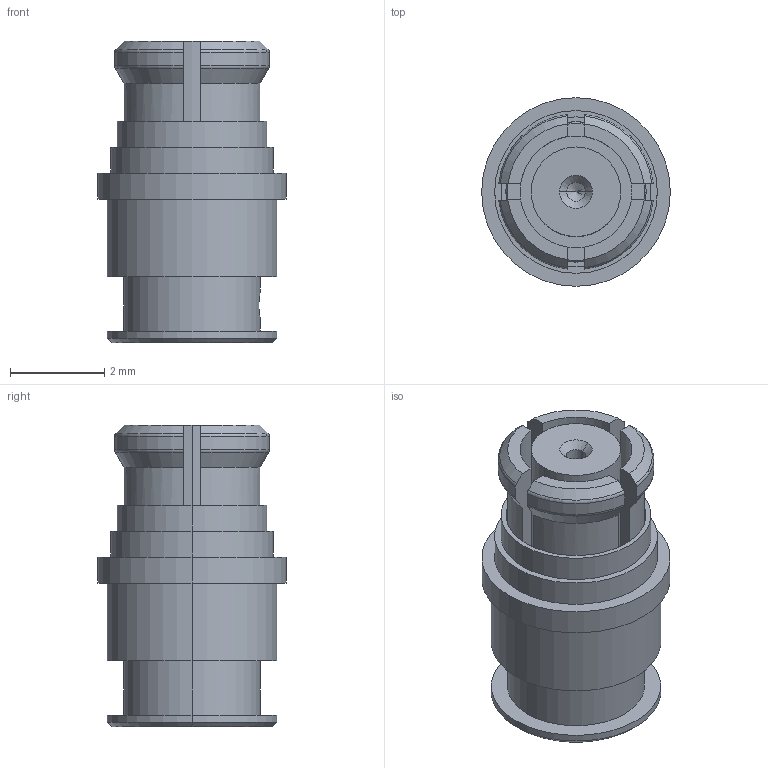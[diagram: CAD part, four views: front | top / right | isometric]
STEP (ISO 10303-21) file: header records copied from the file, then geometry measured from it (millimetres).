
FILE_DESCRIPTION (( 'STEP AP203' ), '1' );
FILE_NAME ('旃-50-969堎-02.STEP', '2020-03-05T02:33:51', ( '' ), ( '' ), 'SwSTEP 2.0', 'SolidWorks 2017', '' );
FILE_SCHEMA (( 'CONFIG_CONTROL_DESIGN' ));
Length unit declared in the file: millimetre
Products named in the file (1): 旃-50-969堎-02
Bounding box: 4 x 4 x 6.4 mm (x, y, z)
Volume: 42.2 mm3; surface area: 184.6 mm2
Topology: 2 solids, 2 shells, 102 faces, 247 edges, 154 vertices
Faces by surface type: cylinder 43, plane 29, cone 20, torus 10
Entity records: 3220 total; most frequent: CARTESIAN_POINT 740, DIRECTION 527, ORIENTED_EDGE 486, EDGE_CURVE 243, AXIS2_PLACEMENT_3D 217, VERTEX_POINT 154, EDGE_LOOP 115, CIRCLE 114
